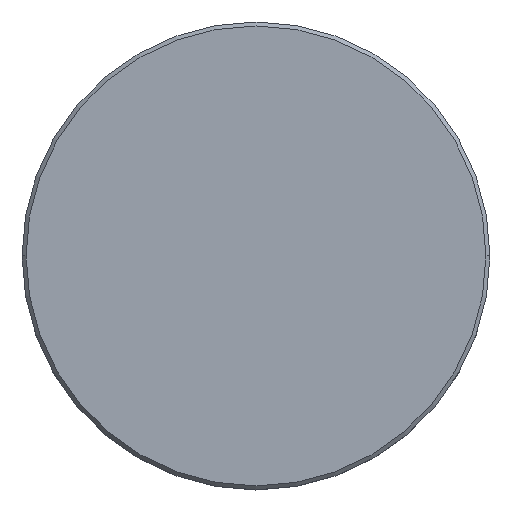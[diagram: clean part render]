
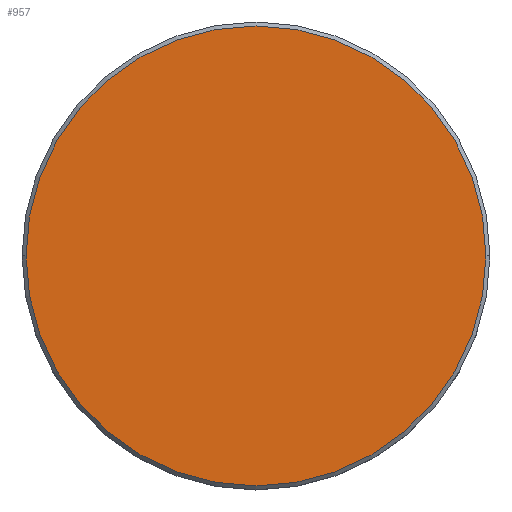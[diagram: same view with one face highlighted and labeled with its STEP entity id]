
A CAD part, top view. The second image highlights one B-rep face of the part: STEP entity #957.
In plain terms, the highlighted planar face has unit normal (0, 0, 1).
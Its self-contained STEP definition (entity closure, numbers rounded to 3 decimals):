
#22 = AXIS2_PLACEMENT_3D ( 'NONE', #1075, #544, #622 ) ;
#80 = ORIENTED_EDGE ( 'NONE', *, *, #356, .T. ) ;
#132 = CARTESIAN_POINT ( 'NONE',  ( -29., 0., 0. ) ) ;
#151 = EDGE_LOOP ( 'NONE', ( #639, #80 ) ) ;
#177 = CIRCLE ( 'NONE', #22, 29. ) ;
#249 = DIRECTION ( 'NONE',  ( 1., 0., 0. ) ) ;
#321 = CIRCLE ( 'NONE', #476, 29. ) ;
#344 = CARTESIAN_POINT ( 'NONE',  ( 0., 0., 0. ) ) ;
#356 = EDGE_CURVE ( 'NONE', #436, #739, #177, .T. ) ;
#370 = DIRECTION ( 'NONE',  ( 0., 0., 1. ) ) ;
#436 = VERTEX_POINT ( 'NONE', #1029 ) ;
#452 = EDGE_CURVE ( 'NONE', #739, #436, #321, .T. ) ;
#476 = AXIS2_PLACEMENT_3D ( 'NONE', #1128, #370, #568 ) ;
#544 = DIRECTION ( 'NONE',  ( 0., 0., 1. ) ) ;
#568 = DIRECTION ( 'NONE',  ( 1., 0., 0. ) ) ;
#622 = DIRECTION ( 'NONE',  ( 1., 0., 0. ) ) ;
#639 = ORIENTED_EDGE ( 'NONE', *, *, #452, .T. ) ;
#699 = PLANE ( 'NONE',  #711 ) ;
#711 = AXIS2_PLACEMENT_3D ( 'NONE', #344, #1064, #249 ) ;
#739 = VERTEX_POINT ( 'NONE', #132 ) ;
#957 = ADVANCED_FACE ( 'NONE', ( #1172 ), #699, .T. ) ;
#1029 = CARTESIAN_POINT ( 'NONE',  ( 29., 0., 0. ) ) ;
#1064 = DIRECTION ( 'NONE',  ( 0., 0., 1. ) ) ;
#1075 = CARTESIAN_POINT ( 'NONE',  ( 0., 0., 0. ) ) ;
#1128 = CARTESIAN_POINT ( 'NONE',  ( 0., 0., 0. ) ) ;
#1172 = FACE_OUTER_BOUND ( 'NONE', #151, .T. ) ;
